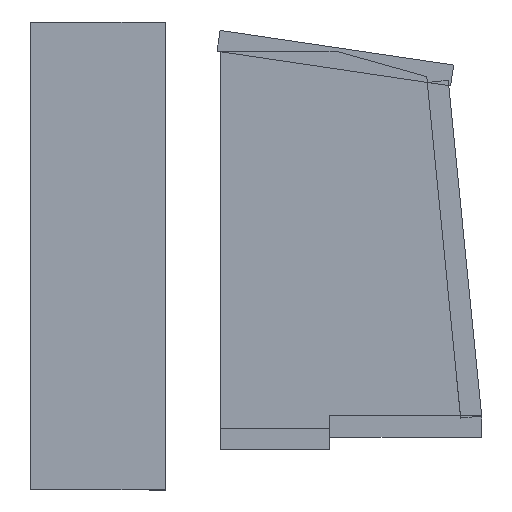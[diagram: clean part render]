
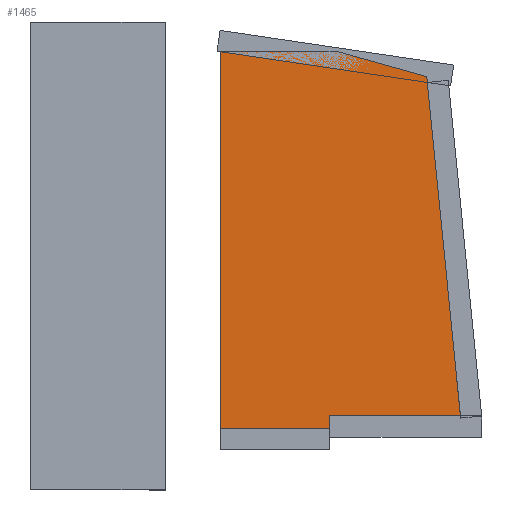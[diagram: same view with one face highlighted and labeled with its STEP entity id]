
A CAD part, left-side view. The second image highlights one B-rep face of the part: STEP entity #1465.
In plain terms, the highlighted face is planar.
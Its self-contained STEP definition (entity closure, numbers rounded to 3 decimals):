
#93 = VECTOR ( 'NONE', #2411, 1000. ) ;
#99 = EDGE_CURVE ( 'NONE', #2097, #1854, #3295, .T. ) ;
#118 = CARTESIAN_POINT ( 'NONE',  ( 12., -98., 0. ) ) ;
#211 = LINE ( 'NONE', #2409, #3210 ) ;
#259 = CARTESIAN_POINT ( 'NONE',  ( 0., 0., 0. ) ) ;
#300 = CARTESIAN_POINT ( 'NONE',  ( 179., 0., 0. ) ) ;
#409 = LINE ( 'NONE', #1381, #1752 ) ;
#423 = DIRECTION ( 'NONE',  ( -1., 0., 0. ) ) ;
#432 = CARTESIAN_POINT ( 'NONE',  ( 0., 0., 0. ) ) ;
#471 = VERTEX_POINT ( 'NONE', #118 ) ;
#492 = VECTOR ( 'NONE', #423, 1000. ) ;
#521 = CARTESIAN_POINT ( 'NONE',  ( 179., -52., 0. ) ) ;
#547 = VECTOR ( 'NONE', #3432, 1000. ) ;
#619 = ORIENTED_EDGE ( 'NONE', *, *, #3178, .F. ) ;
#751 = LINE ( 'NONE', #1468, #2547 ) ;
#780 = AXIS2_PLACEMENT_3D ( 'NONE', #259, #2161, #1345 ) ;
#839 = VERTEX_POINT ( 'NONE', #2413 ) ;
#851 = VERTEX_POINT ( 'NONE', #1696 ) ;
#1068 = FACE_OUTER_BOUND ( 'NONE', #1617, .T. ) ;
#1135 = EDGE_CURVE ( 'NONE', #839, #851, #1920, .T. ) ;
#1148 = VERTEX_POINT ( 'NONE', #1211 ) ;
#1211 = CARTESIAN_POINT ( 'NONE',  ( 0., -55., 0. ) ) ;
#1311 = VERTEX_POINT ( 'NONE', #3106 ) ;
#1331 = DIRECTION ( 'NONE',  ( 0.995, -0.099, 0. ) ) ;
#1345 = DIRECTION ( 'NONE',  ( -1., 0., 0. ) ) ;
#1381 = CARTESIAN_POINT ( 'NONE',  ( 173., -114., 0. ) ) ;
#1457 = VECTOR ( 'NONE', #1847, 1000. ) ;
#1465 = ADVANCED_FACE ( 'NONE', ( #1068 ), #2398, .T. ) ;
#1468 = CARTESIAN_POINT ( 'NONE',  ( 0., -55., 0. ) ) ;
#1475 = EDGE_CURVE ( 'NONE', #471, #1311, #409, .T. ) ;
#1523 = LINE ( 'NONE', #300, #93 ) ;
#1617 = EDGE_LOOP ( 'NONE', ( #1773, #2486, #1947, #619, #2002, #2852, #1817 ) ) ;
#1696 = CARTESIAN_POINT ( 'NONE',  ( 0., 0., 0. ) ) ;
#1752 = VECTOR ( 'NONE', #1331, 1000. ) ;
#1773 = ORIENTED_EDGE ( 'NONE', *, *, #1135, .F. ) ;
#1817 = ORIENTED_EDGE ( 'NONE', *, *, #1928, .F. ) ;
#1847 = DIRECTION ( 'NONE',  ( 0., -1., 0. ) ) ;
#1854 = VERTEX_POINT ( 'NONE', #3346 ) ;
#1920 = LINE ( 'NONE', #2319, #492 ) ;
#1928 = EDGE_CURVE ( 'NONE', #851, #1148, #2158, .T. ) ;
#1947 = ORIENTED_EDGE ( 'NONE', *, *, #99, .F. ) ;
#2002 = ORIENTED_EDGE ( 'NONE', *, *, #1475, .F. ) ;
#2097 = VERTEX_POINT ( 'NONE', #2445 ) ;
#2134 = DIRECTION ( 'NONE',  ( 0., 1., 0. ) ) ;
#2158 = LINE ( 'NONE', #432, #1457 ) ;
#2161 = DIRECTION ( 'NONE',  ( 0., 0., -1. ) ) ;
#2319 = CARTESIAN_POINT ( 'NONE',  ( 0., 0., 0. ) ) ;
#2398 = PLANE ( 'NONE',  #780 ) ;
#2409 = CARTESIAN_POINT ( 'NONE',  ( 173., -52., 0. ) ) ;
#2411 = DIRECTION ( 'NONE',  ( 0., 1., 0. ) ) ;
#2413 = CARTESIAN_POINT ( 'NONE',  ( 179., 0., 0. ) ) ;
#2445 = CARTESIAN_POINT ( 'NONE',  ( 173., -52., 0. ) ) ;
#2486 = ORIENTED_EDGE ( 'NONE', *, *, #2647, .F. ) ;
#2547 = VECTOR ( 'NONE', #3323, 1000. ) ;
#2647 = EDGE_CURVE ( 'NONE', #1854, #839, #1523, .T. ) ;
#2852 = ORIENTED_EDGE ( 'NONE', *, *, #3396, .F. ) ;
#3106 = CARTESIAN_POINT ( 'NONE',  ( 173., -114., 0. ) ) ;
#3178 = EDGE_CURVE ( 'NONE', #1311, #2097, #211, .T. ) ;
#3210 = VECTOR ( 'NONE', #2134, 1000. ) ;
#3295 = LINE ( 'NONE', #521, #547 ) ;
#3323 = DIRECTION ( 'NONE',  ( 0.269, -0.963, 0. ) ) ;
#3346 = CARTESIAN_POINT ( 'NONE',  ( 179., -52., 0. ) ) ;
#3396 = EDGE_CURVE ( 'NONE', #1148, #471, #751, .T. ) ;
#3432 = DIRECTION ( 'NONE',  ( 1., 0., 0. ) ) ;
